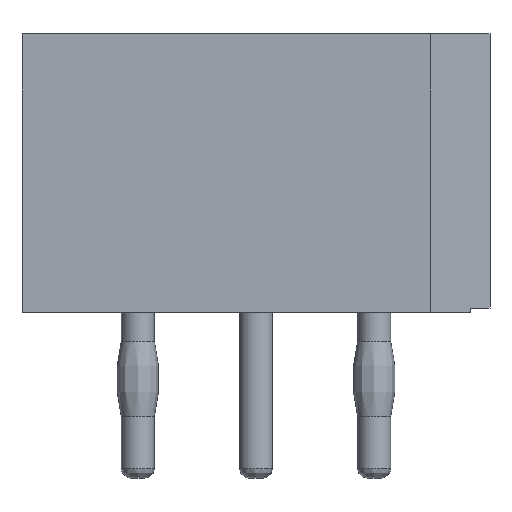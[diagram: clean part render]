
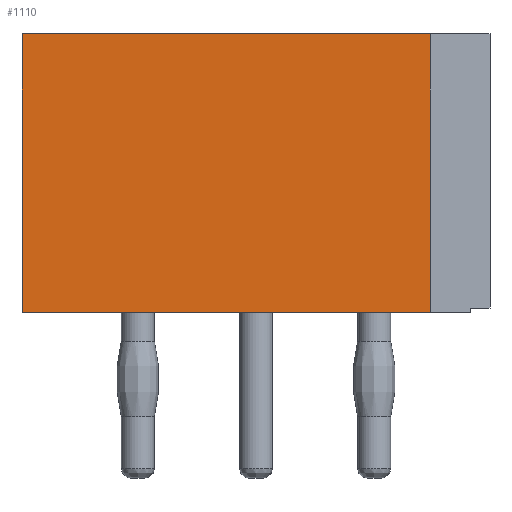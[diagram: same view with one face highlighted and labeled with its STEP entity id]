
A CAD part, front view. The second image highlights one B-rep face of the part: STEP entity #1110.
In plain terms, the highlighted planar face has unit normal (0, -1, 0).
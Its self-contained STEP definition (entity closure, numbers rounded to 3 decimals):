
#242 = VERTEX_POINT('',#243);
#243 = CARTESIAN_POINT('',(-2.45,-1.8,5.89));
#249 = EDGE_CURVE('',#250,#242,#252,.T.);
#250 = VERTEX_POINT('',#251);
#251 = CARTESIAN_POINT('',(6.191,-1.8,5.89));
#252 = LINE('',#253,#254);
#253 = CARTESIAN_POINT('',(6.191,-1.8,5.89));
#254 = VECTOR('',#255,1.);
#255 = DIRECTION('',(-1.,0.,0.));
#424 = EDGE_CURVE('',#250,#425,#427,.T.);
#425 = VERTEX_POINT('',#426);
#426 = CARTESIAN_POINT('',(6.191,-1.8,-0.01));
#427 = LINE('',#428,#429);
#428 = CARTESIAN_POINT('',(6.191,-1.8,-0.01));
#429 = VECTOR('',#430,1.);
#430 = DIRECTION('',(0.,0.,-1.));
#675 = EDGE_CURVE('',#425,#676,#678,.T.);
#676 = VERTEX_POINT('',#677);
#677 = CARTESIAN_POINT('',(-2.45,-1.8,-0.01));
#678 = LINE('',#679,#680);
#679 = CARTESIAN_POINT('',(6.191,-1.8,-0.01));
#680 = VECTOR('',#681,1.);
#681 = DIRECTION('',(-1.,0.,0.));
#862 = EDGE_CURVE('',#676,#242,#863,.T.);
#863 = LINE('',#864,#865);
#864 = CARTESIAN_POINT('',(-2.45,-1.8,-0.01));
#865 = VECTOR('',#866,1.);
#866 = DIRECTION('',(0.,0.,1.));
#1110 = ADVANCED_FACE('',(#1111),#1117,.F.);
#1111 = FACE_BOUND('',#1112,.T.);
#1112 = EDGE_LOOP('',(#1113,#1114,#1115,#1116));
#1113 = ORIENTED_EDGE('',*,*,#249,.T.);
#1114 = ORIENTED_EDGE('',*,*,#862,.F.);
#1115 = ORIENTED_EDGE('',*,*,#675,.F.);
#1116 = ORIENTED_EDGE('',*,*,#424,.F.);
#1117 = PLANE('',#1118);
#1118 = AXIS2_PLACEMENT_3D('',#1119,#1120,#1121);
#1119 = CARTESIAN_POINT('',(6.191,-1.8,-0.01));
#1120 = DIRECTION('',(0.,1.,0.));
#1121 = DIRECTION('',(1.,0.,0.));
